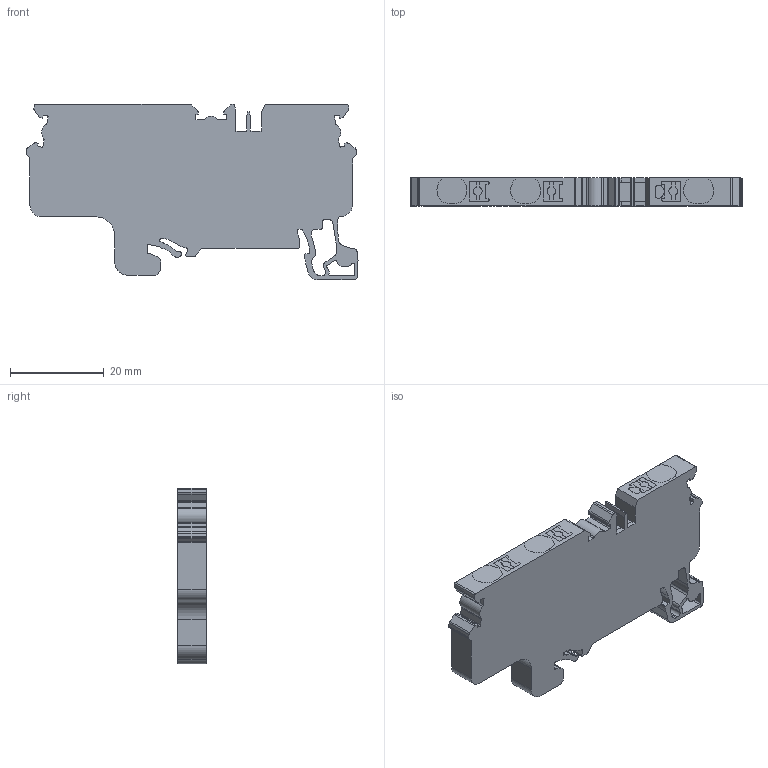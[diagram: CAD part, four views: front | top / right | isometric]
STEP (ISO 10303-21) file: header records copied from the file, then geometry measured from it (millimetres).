
FILE_DESCRIPTION (( 'STEP AP214' ), '1' );
FILE_NAME ('CP4_3-green.STEP', '2024-10-31T13:39:07', ( '' ), ( '' ), 'SwSTEP 2.0', 'SolidWorks 2022', '' );
FILE_SCHEMA (( 'AUTOMOTIVE_DESIGN' ));
Length unit declared in the file: millimetre
Products named in the file (1): CP4_3-green
Bounding box: 70.8 x 6 x 37.4 mm (x, y, z)
Volume: 11653.9 mm3; surface area: 5930.1 mm2
Topology: 1 solids, 1 shells, 330 faces, 971 edges, 646 vertices
Faces by surface type: plane 181, cylinder 147, bspline 2
Entity records: 11267 total; most frequent: CARTESIAN_POINT 2009, ORIENTED_EDGE 1942, DIRECTION 1918, EDGE_CURVE 971, VECTOR 672, LINE 672, VERTEX_POINT 646, AXIS2_PLACEMENT_3D 623
